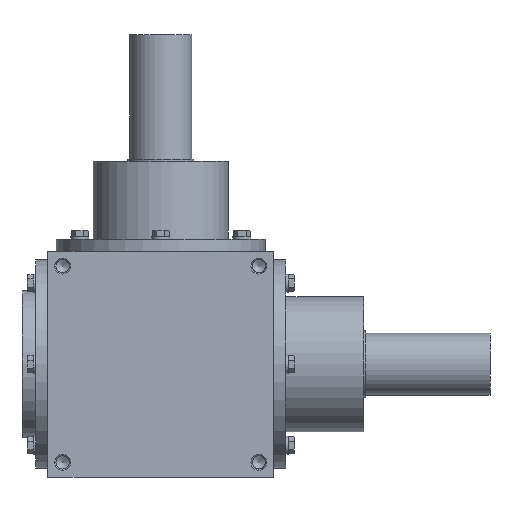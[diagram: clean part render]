
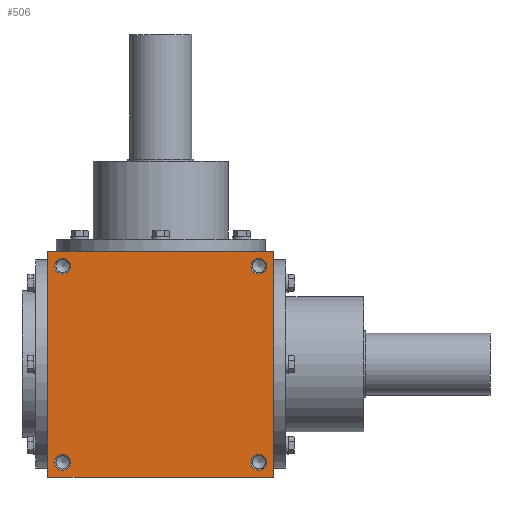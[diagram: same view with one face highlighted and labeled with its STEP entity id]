
A CAD part, front view. The second image highlights one B-rep face of the part: STEP entity #506.
In plain terms, the highlighted planar face has unit normal (0, -1, 0).
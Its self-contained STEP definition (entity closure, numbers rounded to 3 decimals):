
#506 = ADVANCED_FACE( '', ( #1004, #1005, #1006, #1007, #1008 ), #1009, .F. );
#1004 = FACE_BOUND( '', #1605, .T. );
#1005 = FACE_BOUND( '', #1606, .T. );
#1006 = FACE_BOUND( '', #1607, .T. );
#1007 = FACE_BOUND( '', #1608, .T. );
#1008 = FACE_OUTER_BOUND( '', #1609, .T. );
#1009 = PLANE( '', #1610 );
#1605 = EDGE_LOOP( '', ( #2393 ) );
#1606 = EDGE_LOOP( '', ( #2394 ) );
#1607 = EDGE_LOOP( '', ( #2395 ) );
#1608 = EDGE_LOOP( '', ( #2396 ) );
#1609 = EDGE_LOOP( '', ( #2397, #2398, #2399, #2400 ) );
#1610 = AXIS2_PLACEMENT_3D( '', #2401, #2402, #2403 );
#2393 = ORIENTED_EDGE( '', *, *, #3302, .T. );
#2394 = ORIENTED_EDGE( '', *, *, #3303, .T. );
#2395 = ORIENTED_EDGE( '', *, *, #3304, .F. );
#2396 = ORIENTED_EDGE( '', *, *, #3305, .F. );
#2397 = ORIENTED_EDGE( '', *, *, #3306, .T. );
#2398 = ORIENTED_EDGE( '', *, *, #3220, .F. );
#2399 = ORIENTED_EDGE( '', *, *, #3307, .F. );
#2400 = ORIENTED_EDGE( '', *, *, #3282, .T. );
#2401 = CARTESIAN_POINT( '', ( -100., -100., 100. ) );
#2402 = DIRECTION( '', ( 0., 1., 0. ) );
#2403 = DIRECTION( '', ( 0., 0., 1. ) );
#3220 = EDGE_CURVE( '', #3726, #3721, #3728, .T. );
#3282 = EDGE_CURVE( '', #3817, #3815, #3818, .T. );
#3302 = EDGE_CURVE( '', #3843, #3843, #3844, .T. );
#3303 = EDGE_CURVE( '', #3845, #3845, #3846, .T. );
#3304 = EDGE_CURVE( '', #3847, #3847, #3848, .T. );
#3305 = EDGE_CURVE( '', #3849, #3849, #3850, .T. );
#3306 = EDGE_CURVE( '', #3815, #3721, #3851, .T. );
#3307 = EDGE_CURVE( '', #3817, #3726, #3852, .T. );
#3721 = VERTEX_POINT( '', #4387 );
#3726 = VERTEX_POINT( '', #4394 );
#3728 = LINE( '', #4397, #4398 );
#3815 = VERTEX_POINT( '', #4514 );
#3817 = VERTEX_POINT( '', #4517 );
#3818 = LINE( '', #4518, #4519 );
#3843 = VERTEX_POINT( '', #4546 );
#3844 = CIRCLE( '', #4547, 7. );
#3845 = VERTEX_POINT( '', #4548 );
#3846 = CIRCLE( '', #4549, 7. );
#3847 = VERTEX_POINT( '', #4550 );
#3848 = CIRCLE( '', #4551, 7. );
#3849 = VERTEX_POINT( '', #4552 );
#3850 = CIRCLE( '', #4553, 7. );
#3851 = LINE( '', #4554, #4555 );
#3852 = LINE( '', #4556, #4557 );
#4387 = CARTESIAN_POINT( '', ( 100., -100., -100. ) );
#4394 = CARTESIAN_POINT( '', ( 100., -100., 100. ) );
#4397 = CARTESIAN_POINT( '', ( 100., -100., 100. ) );
#4398 = VECTOR( '', #5129, 1000. );
#4514 = CARTESIAN_POINT( '', ( -100., -100., -100. ) );
#4517 = CARTESIAN_POINT( '', ( -100., -100., 100. ) );
#4518 = CARTESIAN_POINT( '', ( -100., -100., 100. ) );
#4519 = VECTOR( '', #5223, 1000. );
#4546 = CARTESIAN_POINT( '', ( -87., -100., -80. ) );
#4547 = AXIS2_PLACEMENT_3D( '', #5250, #5251, #5252 );
#4548 = CARTESIAN_POINT( '', ( -87., -100., 94. ) );
#4549 = AXIS2_PLACEMENT_3D( '', #5253, #5254, #5255 );
#4550 = CARTESIAN_POINT( '', ( 87., -100., -94. ) );
#4551 = AXIS2_PLACEMENT_3D( '', #5256, #5257, #5258 );
#4552 = CARTESIAN_POINT( '', ( 87., -100., 80. ) );
#4553 = AXIS2_PLACEMENT_3D( '', #5259, #5260, #5261 );
#4554 = CARTESIAN_POINT( '', ( -100., -100., -100. ) );
#4555 = VECTOR( '', #5262, 1000. );
#4556 = CARTESIAN_POINT( '', ( -100., -100., 100. ) );
#4557 = VECTOR( '', #5263, 1000. );
#5129 = DIRECTION( '', ( 0., 0., -1. ) );
#5223 = DIRECTION( '', ( 0., 0., -1. ) );
#5250 = CARTESIAN_POINT( '', ( -87., -100., -87. ) );
#5251 = DIRECTION( '', ( 0., 1., 0. ) );
#5252 = DIRECTION( '', ( 0., 0., 1. ) );
#5253 = CARTESIAN_POINT( '', ( -87., -100., 87. ) );
#5254 = DIRECTION( '', ( 0., 1., 0. ) );
#5255 = DIRECTION( '', ( 0., 0., 1. ) );
#5256 = CARTESIAN_POINT( '', ( 87., -100., -87. ) );
#5257 = DIRECTION( '', ( 0., -1., 0. ) );
#5258 = DIRECTION( '', ( 0., 0., -1. ) );
#5259 = CARTESIAN_POINT( '', ( 87., -100., 87. ) );
#5260 = DIRECTION( '', ( 0., -1., 0. ) );
#5261 = DIRECTION( '', ( 0., 0., -1. ) );
#5262 = DIRECTION( '', ( 1., 0., 0. ) );
#5263 = DIRECTION( '', ( 1., 0., 0. ) );
